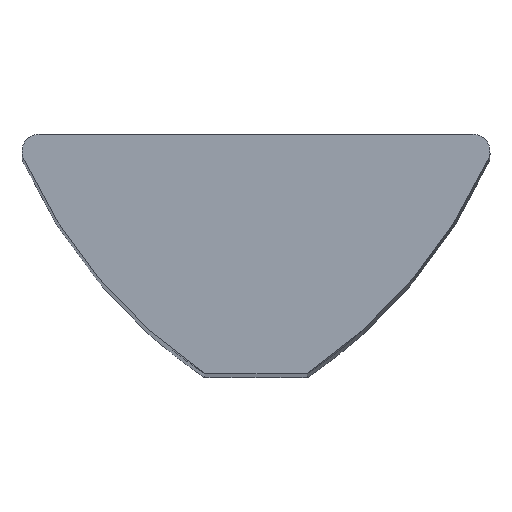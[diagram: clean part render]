
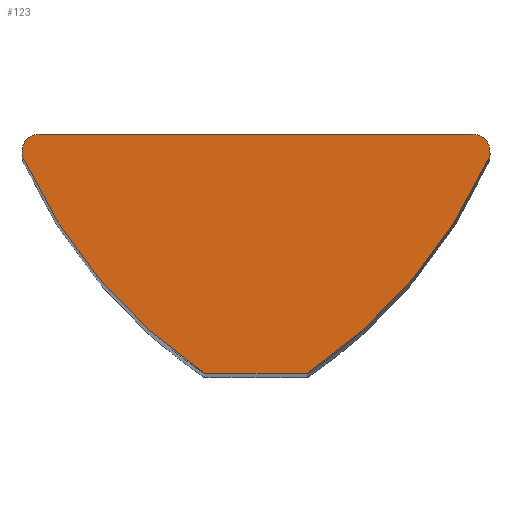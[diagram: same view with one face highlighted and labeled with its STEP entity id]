
A CAD part, top view. The second image highlights one B-rep face of the part: STEP entity #123.
In plain terms, the highlighted planar face has unit normal (0, 0, 1).
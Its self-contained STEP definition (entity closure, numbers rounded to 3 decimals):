
#8 = CARTESIAN_POINT ( 'NONE',  ( 6.35, -7., 38. ) ) ;
#36 = CIRCLE ( 'NONE', #305, 0.5 ) ;
#43 = EDGE_CURVE ( 'NONE', #570, #539, #516, .T. ) ;
#77 = ORIENTED_EDGE ( 'NONE', *, *, #274, .F. ) ;
#91 = DIRECTION ( 'NONE',  ( 0., 0., -1. ) ) ;
#106 = VERTEX_POINT ( 'NONE', #252 ) ;
#120 = CIRCLE ( 'NONE', #405, 15. ) ;
#123 = ADVANCED_FACE ( 'NONE', ( #339 ), #150, .F. ) ;
#128 = VECTOR ( 'NONE', #466, 1000. ) ;
#129 = CIRCLE ( 'NONE', #543, 15. ) ;
#130 = CARTESIAN_POINT ( 'NONE',  ( 1.5, -7., 38. ) ) ;
#144 = DIRECTION ( 'NONE',  ( 0., -1., 0. ) ) ;
#150 = PLANE ( 'NONE',  #502 ) ;
#160 = EDGE_CURVE ( 'NONE', #428, #452, #480, .T. ) ;
#187 = AXIS2_PLACEMENT_3D ( 'NONE', #196, #327, #144 ) ;
#194 = DIRECTION ( 'NONE',  ( 0., 0., -1. ) ) ;
#196 = CARTESIAN_POINT ( 'NONE',  ( 6.35, -0.5, 38. ) ) ;
#198 = DIRECTION ( 'NONE',  ( 0., -1., 0. ) ) ;
#209 = VECTOR ( 'NONE', #381, 1000. ) ;
#221 = DIRECTION ( 'NONE',  ( 0., -1., 0. ) ) ;
#230 = EDGE_CURVE ( 'NONE', #452, #106, #120, .T. ) ;
#243 = CARTESIAN_POINT ( 'NONE',  ( 6.876, 5.444, 38. ) ) ;
#252 = CARTESIAN_POINT ( 'NONE',  ( -6.806, -0.705, 38. ) ) ;
#274 = EDGE_CURVE ( 'NONE', #106, #539, #36, .T. ) ;
#279 = DIRECTION ( 'NONE',  ( 0., -1., 0. ) ) ;
#293 = EDGE_LOOP ( 'NONE', ( #77, #411, #590, #493, #432, #573 ) ) ;
#302 = DIRECTION ( 'NONE',  ( 0., 0., -1. ) ) ;
#305 = AXIS2_PLACEMENT_3D ( 'NONE', #347, #302, #221 ) ;
#310 = VERTEX_POINT ( 'NONE', #410 ) ;
#320 = CARTESIAN_POINT ( 'NONE',  ( -6.876, 5.444, 38. ) ) ;
#327 = DIRECTION ( 'NONE',  ( 0., 0., -1. ) ) ;
#330 = CARTESIAN_POINT ( 'NONE',  ( -1.5, -7., 38. ) ) ;
#339 = FACE_OUTER_BOUND ( 'NONE', #293, .T. ) ;
#347 = CARTESIAN_POINT ( 'NONE',  ( -6.35, -0.5, 38. ) ) ;
#381 = DIRECTION ( 'NONE',  ( -1., 0., 0. ) ) ;
#405 = AXIS2_PLACEMENT_3D ( 'NONE', #243, #434, #198 ) ;
#410 = CARTESIAN_POINT ( 'NONE',  ( 6.806, -0.705, 38. ) ) ;
#411 = ORIENTED_EDGE ( 'NONE', *, *, #230, .F. ) ;
#427 = CARTESIAN_POINT ( 'NONE',  ( 6.35, -0.5, 38. ) ) ;
#428 = VERTEX_POINT ( 'NONE', #130 ) ;
#431 = EDGE_CURVE ( 'NONE', #310, #428, #129, .T. ) ;
#432 = ORIENTED_EDGE ( 'NONE', *, *, #533, .F. ) ;
#434 = DIRECTION ( 'NONE',  ( 0., 0., -1. ) ) ;
#439 = CARTESIAN_POINT ( 'NONE',  ( -6.35, 0., 38. ) ) ;
#452 = VERTEX_POINT ( 'NONE', #330 ) ;
#460 = CARTESIAN_POINT ( 'NONE',  ( -6.35, 0., 38. ) ) ;
#466 = DIRECTION ( 'NONE',  ( -1., 0., 0. ) ) ;
#480 = LINE ( 'NONE', #8, #209 ) ;
#493 = ORIENTED_EDGE ( 'NONE', *, *, #431, .F. ) ;
#502 = AXIS2_PLACEMENT_3D ( 'NONE', #427, #194, #532 ) ;
#516 = LINE ( 'NONE', #460, #128 ) ;
#531 = CARTESIAN_POINT ( 'NONE',  ( 6.35, 0., 38. ) ) ;
#532 = DIRECTION ( 'NONE',  ( 0., 1., 0. ) ) ;
#533 = EDGE_CURVE ( 'NONE', #570, #310, #588, .T. ) ;
#539 = VERTEX_POINT ( 'NONE', #439 ) ;
#543 = AXIS2_PLACEMENT_3D ( 'NONE', #320, #91, #279 ) ;
#570 = VERTEX_POINT ( 'NONE', #531 ) ;
#573 = ORIENTED_EDGE ( 'NONE', *, *, #43, .T. ) ;
#588 = CIRCLE ( 'NONE', #187, 0.5 ) ;
#590 = ORIENTED_EDGE ( 'NONE', *, *, #160, .F. ) ;
